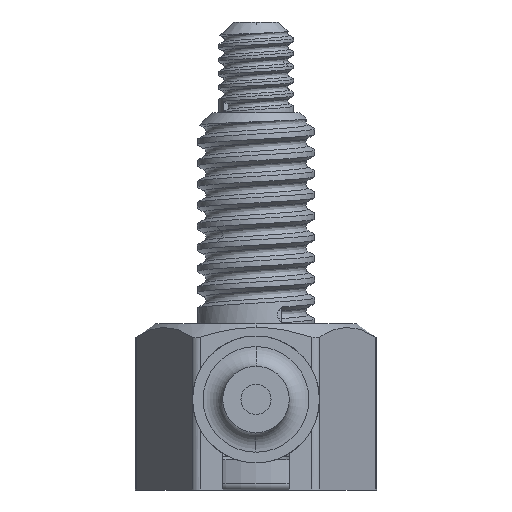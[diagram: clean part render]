
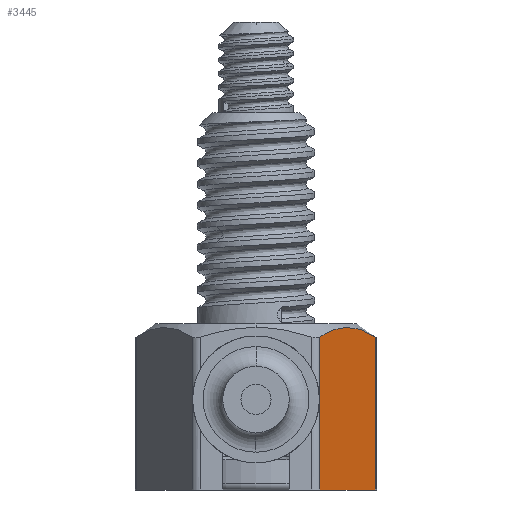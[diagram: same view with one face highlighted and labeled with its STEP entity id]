
A CAD part, front view. The second image highlights one B-rep face of the part: STEP entity #3445.
In plain terms, the highlighted planar face has unit normal (0.866, -0.5, 0).
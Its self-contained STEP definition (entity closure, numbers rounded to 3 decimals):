
#67=DIRECTION('',(0.5,0.866,0.));
#68=VECTOR('',#67,3.695);
#69=CARTESIAN_POINT('',(2.107,-3.35,0.));
#70=LINE('',#69,#68);
#123=CARTESIAN_POINT('',(2.107,-3.35,5.065));
#125=DIRECTION('',(0.,0.,-1.));
#126=VECTOR('',#125,5.065);
#127=CARTESIAN_POINT('',(3.955,-0.15,5.065));
#128=LINE('',#127,#126);
#129=CARTESIAN_POINT('',(3.955,-0.15,5.065));
#130=CARTESIAN_POINT('',(3.882,-0.276,5.112));
#131=CARTESIAN_POINT('',(3.739,-0.524,5.197));
#132=CARTESIAN_POINT('',(3.534,-0.878,5.291));
#133=CARTESIAN_POINT('',(3.332,-1.228,5.354));
#134=CARTESIAN_POINT('',(3.131,-1.576,5.386));
#135=CARTESIAN_POINT('',(2.931,-1.924,5.386));
#136=CARTESIAN_POINT('',(2.73,-2.272,5.354));
#137=CARTESIAN_POINT('',(2.528,-2.622,5.291));
#138=CARTESIAN_POINT('',(2.323,-2.976,5.197));
#139=CARTESIAN_POINT('',(2.18,-3.224,5.112));
#140=CARTESIAN_POINT('',(2.107,-3.35,5.065));
#142=DIRECTION('',(0.,0.,-1.));
#143=VECTOR('',#142,5.065);
#144=CARTESIAN_POINT('',(2.107,-3.35,5.065));
#145=LINE('',#144,#143);
#3239=CARTESIAN_POINT('',(3.955,-0.15,0.));
#3241=VERTEX_POINT('',#3239);
#3242=CARTESIAN_POINT('',(3.955,-0.15,5.065));
#3243=VERTEX_POINT('',#3242);
#3269=CARTESIAN_POINT('',(2.107,-3.35,0.));
#3271=VERTEX_POINT('',#3269);
#3276=VERTEX_POINT('',#123);
#3433=CARTESIAN_POINT('',(2.021,-3.5,0.));
#3434=DIRECTION('',(0.866,-0.5,0.));
#3435=DIRECTION('',(0.5,0.866,0.));
#3436=AXIS2_PLACEMENT_3D('',#3433,#3434,#3435);
#3437=PLANE('',#3436);
#3438=ORIENTED_EDGE('',*,*,#3332,.T.);
#3439=ORIENTED_EDGE('',*,*,#3372,.F.);
#3441=ORIENTED_EDGE('',*,*,#3440,.F.);
#3442=ORIENTED_EDGE('',*,*,#3416,.F.);
#3443=EDGE_LOOP('',(#3438,#3439,#3441,#3442));
#3444=FACE_OUTER_BOUND('',#3443,.F.);
#141=B_SPLINE_CURVE_WITH_KNOTS('',3,(#129,#130,#131,#132,#133,#134,#135,#136,
#137,#138,#139,#140),.UNSPECIFIED.,.F.,.F.,(4,1,1,1,1,1,1,1,1,4),(0.,
0.111,0.222,0.333,0.444,
0.556,0.667,0.778,0.889,1.),
.UNSPECIFIED.);
#3332=EDGE_CURVE('',#3243,#3241,#128,.T.);
#3372=EDGE_CURVE('',#3271,#3241,#70,.T.);
#3416=EDGE_CURVE('',#3243,#3276,#141,.T.);
#3440=EDGE_CURVE('',#3276,#3271,#145,.T.);
#3445=ADVANCED_FACE('',(#3444),#3437,.T.);
